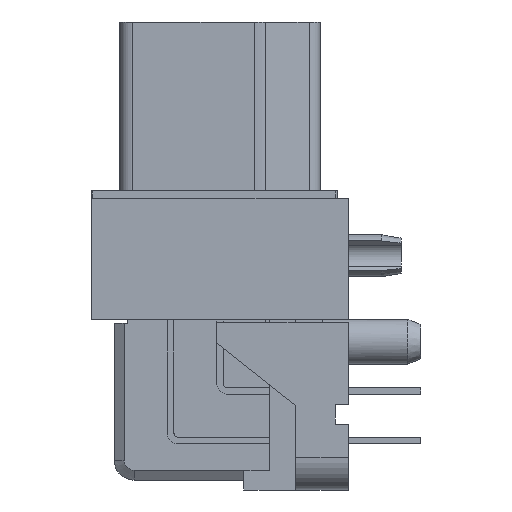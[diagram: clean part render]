
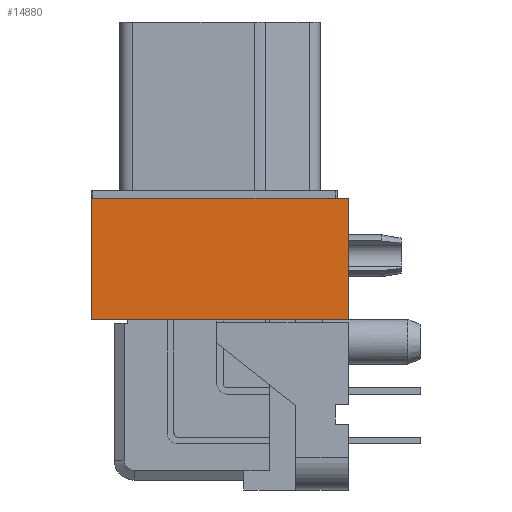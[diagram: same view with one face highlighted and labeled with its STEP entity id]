
A CAD part, left-side view. The second image highlights one B-rep face of the part: STEP entity #14880.
In plain terms, the highlighted planar face has unit normal (-1, 0, 0).
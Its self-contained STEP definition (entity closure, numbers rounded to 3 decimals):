
#1=DIRECTION('',(0.,-1.,0.));
#2=VECTOR('',#1,0.057);
#3=CARTESIAN_POINT('',(-18.288,4.957,0.));
#4=LINE('',#3,#2);
#5=DIRECTION('',(0.,1.,0.));
#6=VECTOR('',#5,9.343);
#7=CARTESIAN_POINT('',(-18.288,-4.443,0.));
#8=LINE('',#7,#6);
#9=DIRECTION('',(0.,-1.,0.));
#10=VECTOR('',#9,0.51);
#11=CARTESIAN_POINT('',(-18.288,-4.443,0.));
#12=LINE('',#11,#10);
#13=DIRECTION('',(0.,0.,-1.));
#14=VECTOR('',#13,4.674);
#15=CARTESIAN_POINT('',(-18.288,-4.953,0.));
#16=LINE('',#15,#14);
#17=DIRECTION('',(0.,1.,0.));
#18=VECTOR('',#17,9.91);
#19=CARTESIAN_POINT('',(-18.288,-4.953,-4.674));
#20=LINE('',#19,#18);
#21=DIRECTION('',(0.,0.,1.));
#22=VECTOR('',#21,4.674);
#23=CARTESIAN_POINT('',(-18.288,4.957,-4.674));
#24=LINE('',#23,#22);
#11229=CARTESIAN_POINT('',(-18.288,-4.953,0.));
#11230=CARTESIAN_POINT('',(-18.288,-4.953,-4.674));
#11231=VERTEX_POINT('',#11229);
#11232=VERTEX_POINT('',#11230);
#11233=CARTESIAN_POINT('',(-18.288,4.957,-4.674));
#11234=VERTEX_POINT('',#11233);
#11235=CARTESIAN_POINT('',(-18.288,4.957,0.));
#11236=VERTEX_POINT('',#11235);
#11493=CARTESIAN_POINT('',(-18.288,-4.443,0.));
#11495=VERTEX_POINT('',#11493);
#11583=CARTESIAN_POINT('',(-18.288,4.9,0.));
#11584=VERTEX_POINT('',#11583);
#14861=CARTESIAN_POINT('',(-18.288,0.,0.));
#14862=DIRECTION('',(1.,0.,0.));
#14863=DIRECTION('',(0.,0.,-1.));
#14864=AXIS2_PLACEMENT_3D('',#14861,#14862,#14863);
#14865=PLANE('',#14864);
#14867=ORIENTED_EDGE('',*,*,#14866,.T.);
#14869=ORIENTED_EDGE('',*,*,#14868,.F.);
#14871=ORIENTED_EDGE('',*,*,#14870,.T.);
#14873=ORIENTED_EDGE('',*,*,#14872,.T.);
#14875=ORIENTED_EDGE('',*,*,#14874,.T.);
#14877=ORIENTED_EDGE('',*,*,#14876,.T.);
#14878=EDGE_LOOP('',(#14867,#14869,#14871,#14873,#14875,#14877));
#14879=FACE_OUTER_BOUND('',#14878,.F.);
#14880=ADVANCED_FACE('',(#14879),#14865,.F.);
#14866=EDGE_CURVE('',#11236,#11584,#4,.T.);
#14868=EDGE_CURVE('',#11495,#11584,#8,.T.);
#14870=EDGE_CURVE('',#11495,#11231,#12,.T.);
#14872=EDGE_CURVE('',#11231,#11232,#16,.T.);
#14874=EDGE_CURVE('',#11232,#11234,#20,.T.);
#14876=EDGE_CURVE('',#11234,#11236,#24,.T.);
